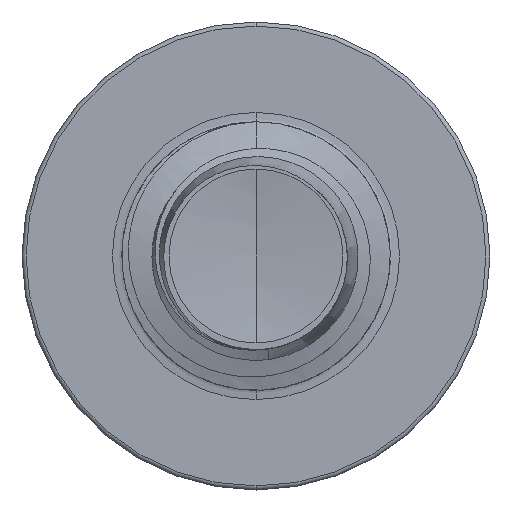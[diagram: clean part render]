
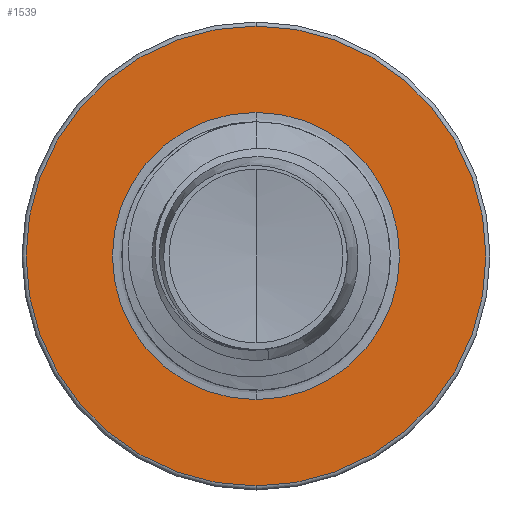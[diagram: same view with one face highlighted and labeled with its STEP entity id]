
A CAD part, front view. The second image highlights one B-rep face of the part: STEP entity #1539.
In plain terms, the highlighted planar face has unit normal (0, -1, 0).
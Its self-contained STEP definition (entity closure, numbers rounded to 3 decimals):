
#302 = FACE_OUTER_BOUND ( 'NONE', #661, .T. ) ;
#661 = EDGE_LOOP ( 'NONE', ( #6498, #10943 ) ) ;
#878 = AXIS2_PLACEMENT_3D ( 'NONE', #21334, #11773, #1131 ) ;
#919 = AXIS2_PLACEMENT_3D ( 'NONE', #21267, #11702, #1046 ) ;
#1046 = DIRECTION ( 'NONE',  ( 0., 0., 1. ) ) ;
#1131 = DIRECTION ( 'NONE',  ( 0., 0., 1. ) ) ;
#1539 = ADVANCED_FACE ( 'NONE', ( #302, #18234 ), #3650, .F. ) ;
#1960 = DIRECTION ( 'NONE',  ( 0., 0., 1. ) ) ;
#2003 = VERTEX_POINT ( 'NONE', #20418 ) ;
#2333 = AXIS2_PLACEMENT_3D ( 'NONE', #21959, #12441, #1960 ) ;
#2636 = EDGE_LOOP ( 'NONE', ( #15318, #19564 ) ) ;
#3556 = DIRECTION ( 'NONE',  ( 0., 1., 0. ) ) ;
#3594 = DIRECTION ( 'NONE',  ( 0., 0., 1. ) ) ;
#3650 = PLANE ( 'NONE',  #12821 ) ;
#3674 = CARTESIAN_POINT ( 'NONE',  ( 0., 7., -1.872 ) ) ;
#4001 = DIRECTION ( 'NONE',  ( 0., 1., 0. ) ) ;
#4493 = AXIS2_PLACEMENT_3D ( 'NONE', #13752, #3556, #15338 ) ;
#5668 = VERTEX_POINT ( 'NONE', #5808 ) ;
#5808 = CARTESIAN_POINT ( 'NONE',  ( 0., 7., 1.872 ) ) ;
#6037 = CIRCLE ( 'NONE', #4493, 1.872 ) ;
#6498 = ORIENTED_EDGE ( 'NONE', *, *, #17642, .F. ) ;
#10921 = CIRCLE ( 'NONE', #919, 1.872 ) ;
#10943 = ORIENTED_EDGE ( 'NONE', *, *, #18524, .F. ) ;
#11702 = DIRECTION ( 'NONE',  ( 0., 1., 0. ) ) ;
#11773 = DIRECTION ( 'NONE',  ( 0., 1., 0. ) ) ;
#12441 = DIRECTION ( 'NONE',  ( 0., 1., 0. ) ) ;
#12821 = AXIS2_PLACEMENT_3D ( 'NONE', #3674, #4001, #3594 ) ;
#13752 = CARTESIAN_POINT ( 'NONE',  ( 0., 7., 0. ) ) ;
#14593 = CIRCLE ( 'NONE', #2333, 2.998 ) ;
#15318 = ORIENTED_EDGE ( 'NONE', *, *, #18495, .T. ) ;
#15338 = DIRECTION ( 'NONE',  ( 0., 0., 1. ) ) ;
#15626 = CARTESIAN_POINT ( 'NONE',  ( 0., 7., -1.872 ) ) ;
#15901 = EDGE_CURVE ( 'NONE', #16296, #5668, #6037, .T. ) ;
#16296 = VERTEX_POINT ( 'NONE', #15626 ) ;
#16312 = CIRCLE ( 'NONE', #878, 2.998 ) ;
#17642 = EDGE_CURVE ( 'NONE', #2003, #20717, #14593, .T. ) ;
#18143 = CARTESIAN_POINT ( 'NONE',  ( 0., 7., -2.997 ) ) ;
#18234 = FACE_BOUND ( 'NONE', #2636, .T. ) ;
#18495 = EDGE_CURVE ( 'NONE', #5668, #16296, #10921, .T. ) ;
#18524 = EDGE_CURVE ( 'NONE', #20717, #2003, #16312, .T. ) ;
#19564 = ORIENTED_EDGE ( 'NONE', *, *, #15901, .T. ) ;
#20418 = CARTESIAN_POINT ( 'NONE',  ( 0., 7., 2.998 ) ) ;
#20717 = VERTEX_POINT ( 'NONE', #18143 ) ;
#21267 = CARTESIAN_POINT ( 'NONE',  ( 0., 7., 0. ) ) ;
#21334 = CARTESIAN_POINT ( 'NONE',  ( 0., 7., 0. ) ) ;
#21959 = CARTESIAN_POINT ( 'NONE',  ( 0., 7., 0. ) ) ;
